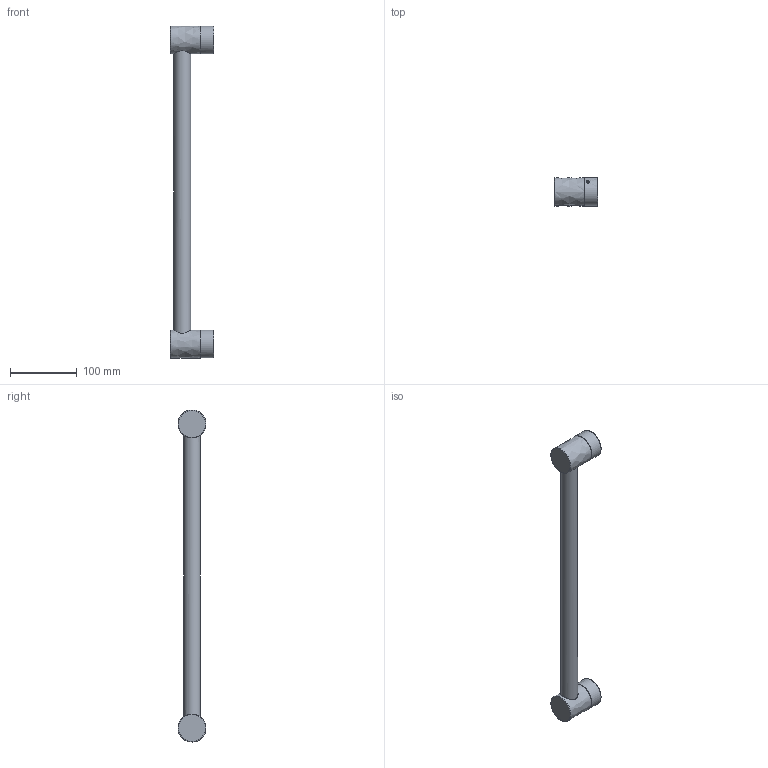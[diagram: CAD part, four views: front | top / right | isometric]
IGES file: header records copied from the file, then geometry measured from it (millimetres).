
Global section: file name: N5139-B; native system: Autodesk Inventor 2018; preprocessor: unknown; author: mstonelake; date: 20171115.083255; units: millimetre
Bounding box: 65 x 42 x 499 mm (x, y, z)
Volume: 160132.6 mm3; surface area: 116127.3 mm2
Topology: 11 solids, 11 shells, 142 faces, 368 edges, 252 vertices
Faces by surface type: bspline 142
